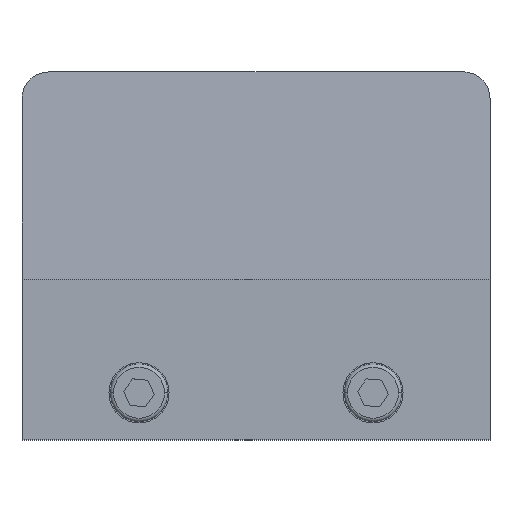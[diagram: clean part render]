
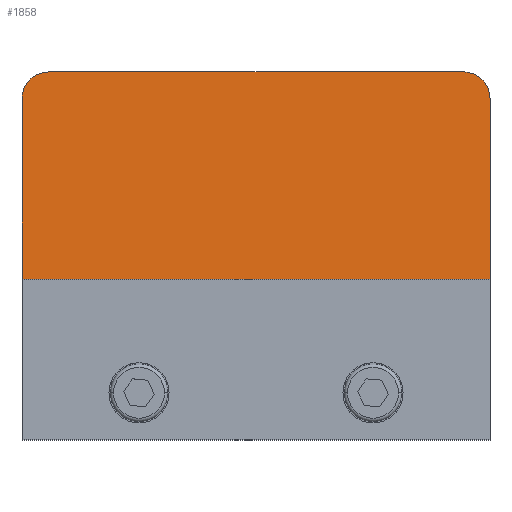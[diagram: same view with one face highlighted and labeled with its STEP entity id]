
A CAD part, top view. The second image highlights one B-rep face of the part: STEP entity #1858.
In plain terms, the highlighted planar face has unit normal (0, 0.064, 0.998).
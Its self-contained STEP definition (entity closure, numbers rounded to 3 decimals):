
#234 = DIRECTION ( 'NONE',  ( 0., 0.998, -0.064 ) ) ;
#238 = LINE ( 'NONE', #1481, #3090 ) ;
#281 = FACE_OUTER_BOUND ( 'NONE', #2877, .T. ) ;
#528 = VECTOR ( 'NONE', #1920, 1000. ) ;
#536 = EDGE_CURVE ( 'NONE', #1371, #1929, #1124, .T. ) ;
#589 = CARTESIAN_POINT ( 'NONE',  ( 33.343, 37.5, 28. ) ) ;
#682 = LINE ( 'NONE', #2814, #1558 ) ;
#811 = DIRECTION ( 'NONE',  ( 0., -0.064, -0.998 ) ) ;
#817 = CARTESIAN_POINT ( 'NONE',  ( -35., 33.5, 28.258 ) ) ;
#851 =( BOUNDED_CURVE ( )  B_SPLINE_CURVE ( 3, ( #2839, #2074, #2608, #817 ),
 .UNSPECIFIED., .F., .F. ) 
 B_SPLINE_CURVE_WITH_KNOTS ( ( 4, 4 ),
 ( 3.142, 4.712 ),
 .UNSPECIFIED. ) 
 CURVE ( )  GEOMETRIC_REPRESENTATION_ITEM ( )  RATIONAL_B_SPLINE_CURVE ( ( 1., 0.805, 0.805, 1. ) ) 
 REPRESENTATION_ITEM ( '' )  );
#896 = CARTESIAN_POINT ( 'NONE',  ( 35., 33.5, 28.258 ) ) ;
#941 = ORIENTED_EDGE ( 'NONE', *, *, #2360, .T. ) ;
#975 = DIRECTION ( 'NONE',  ( -1., 0., 0. ) ) ;
#1064 = AXIS2_PLACEMENT_3D ( 'NONE', #1585, #811, #234 ) ;
#1124 = LINE ( 'NONE', #2182, #528 ) ;
#1249 = ORIENTED_EDGE ( 'NONE', *, *, #1984, .T. ) ;
#1275 = DIRECTION ( 'NONE',  ( -1., 0., 0. ) ) ;
#1347 = CARTESIAN_POINT ( 'NONE',  ( -35., 33.5, 28.258 ) ) ;
#1360 = CARTESIAN_POINT ( 'NONE',  ( 31., 37.5, 28. ) ) ;
#1365 = CARTESIAN_POINT ( 'NONE',  ( 31., 37.5, 28. ) ) ;
#1369 =( BOUNDED_CURVE ( )  B_SPLINE_CURVE ( 3, ( #896, #1951, #589, #1360 ),
 .UNSPECIFIED., .F., .T. ) 
 B_SPLINE_CURVE_WITH_KNOTS ( ( 4, 4 ),
 ( 4.712, 6.283 ),
 .UNSPECIFIED. ) 
 CURVE ( )  GEOMETRIC_REPRESENTATION_ITEM ( )  RATIONAL_B_SPLINE_CURVE ( ( 1., 0.805, 0.805, 1. ) ) 
 REPRESENTATION_ITEM ( '' )  );
#1371 = VERTEX_POINT ( 'NONE', #1347 ) ;
#1470 = LINE ( 'NONE', #2024, #2108 ) ;
#1481 = CARTESIAN_POINT ( 'NONE',  ( 35., 37.5, 28. ) ) ;
#1525 = CARTESIAN_POINT ( 'NONE',  ( 35., 33.5, 28.258 ) ) ;
#1548 = PLANE ( 'NONE',  #1064 ) ;
#1558 = VECTOR ( 'NONE', #1748, 1000. ) ;
#1585 = CARTESIAN_POINT ( 'NONE',  ( 35., 37.5, 28. ) ) ;
#1748 = DIRECTION ( 'NONE',  ( 0., -0.998, 0.064 ) ) ;
#1770 = VERTEX_POINT ( 'NONE', #2632 ) ;
#1858 = ADVANCED_FACE ( 'NONE', ( #281 ), #1548, .F. ) ;
#1920 = DIRECTION ( 'NONE',  ( 0., -0.998, 0.064 ) ) ;
#1929 = VERTEX_POINT ( 'NONE', #2404 ) ;
#1951 = CARTESIAN_POINT ( 'NONE',  ( 35., 35.843, 28.107 ) ) ;
#1984 = EDGE_CURVE ( 'NONE', #3101, #2402, #1369, .T. ) ;
#2024 = CARTESIAN_POINT ( 'NONE',  ( 35., 6.5, 30. ) ) ;
#2074 = CARTESIAN_POINT ( 'NONE',  ( -33.343, 37.5, 28. ) ) ;
#2108 = VECTOR ( 'NONE', #975, 1000. ) ;
#2134 = ORIENTED_EDGE ( 'NONE', *, *, #3224, .T. ) ;
#2182 = CARTESIAN_POINT ( 'NONE',  ( -35., 37.5, 28. ) ) ;
#2357 = ORIENTED_EDGE ( 'NONE', *, *, #536, .T. ) ;
#2360 = EDGE_CURVE ( 'NONE', #2402, #3222, #238, .T. ) ;
#2367 = ORIENTED_EDGE ( 'NONE', *, *, #3209, .F. ) ;
#2402 = VERTEX_POINT ( 'NONE', #1365 ) ;
#2404 = CARTESIAN_POINT ( 'NONE',  ( -35., 6.5, 30. ) ) ;
#2608 = CARTESIAN_POINT ( 'NONE',  ( -35., 35.843, 28.107 ) ) ;
#2632 = CARTESIAN_POINT ( 'NONE',  ( 35., 6.5, 30. ) ) ;
#2703 = ORIENTED_EDGE ( 'NONE', *, *, #3148, .F. ) ;
#2814 = CARTESIAN_POINT ( 'NONE',  ( 35., 37.5, 28. ) ) ;
#2839 = CARTESIAN_POINT ( 'NONE',  ( -31., 37.5, 28. ) ) ;
#2877 = EDGE_LOOP ( 'NONE', ( #941, #2134, #2357, #2367, #2703, #1249 ) ) ;
#3073 = CARTESIAN_POINT ( 'NONE',  ( -31., 37.5, 28. ) ) ;
#3090 = VECTOR ( 'NONE', #1275, 1000. ) ;
#3101 = VERTEX_POINT ( 'NONE', #1525 ) ;
#3148 = EDGE_CURVE ( 'NONE', #3101, #1770, #682, .T. ) ;
#3209 = EDGE_CURVE ( 'NONE', #1770, #1929, #1470, .T. ) ;
#3222 = VERTEX_POINT ( 'NONE', #3073 ) ;
#3224 = EDGE_CURVE ( 'NONE', #3222, #1371, #851, .T. ) ;
